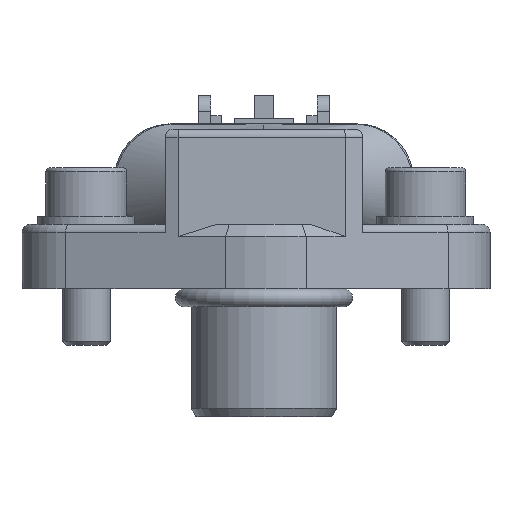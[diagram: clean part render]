
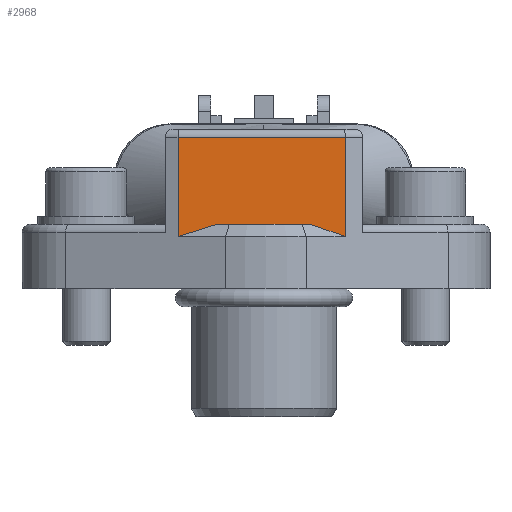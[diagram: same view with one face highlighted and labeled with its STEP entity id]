
A CAD part, left-side view. The second image highlights one B-rep face of the part: STEP entity #2968.
In plain terms, the highlighted planar face has unit normal (-1, 0, 0).
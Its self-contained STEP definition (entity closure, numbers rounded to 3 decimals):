
#2968=ADVANCED_FACE('',(#3613),#3300,.T.);
#3300=PLANE('',#9551);
#3613=FACE_OUTER_BOUND('',#3996,.T.);
#3996=EDGE_LOOP('',(#5556,#5557,#5558,#5559,#5560,#5561));
#5556=ORIENTED_EDGE('',*,*,#7500,.T.);
#5557=ORIENTED_EDGE('',*,*,#7501,.T.);
#5558=ORIENTED_EDGE('',*,*,#7502,.T.);
#5559=ORIENTED_EDGE('',*,*,#7493,.T.);
#5560=ORIENTED_EDGE('',*,*,#7482,.T.);
#5561=ORIENTED_EDGE('',*,*,#7498,.T.);
#6651=VERTEX_POINT('',#14898);
#6652=VERTEX_POINT('',#14899);
#6662=VERTEX_POINT('',#14926);
#6665=VERTEX_POINT('',#14936);
#6666=VERTEX_POINT('',#14940);
#6667=VERTEX_POINT('',#14942);
#7482=EDGE_CURVE('',#6651,#6652,#8301,.T.);
#7493=EDGE_CURVE('',#6662,#6651,#8304,.T.);
#7498=EDGE_CURVE('',#6652,#6665,#8308,.T.);
#7500=EDGE_CURVE('',#6665,#6666,#8310,.T.);
#7501=EDGE_CURVE('',#6666,#6667,#8311,.T.);
#7502=EDGE_CURVE('',#6667,#6662,#8312,.T.);
#8301=LINE('',#14897,#8995);
#8304=LINE('',#14925,#8998);
#8308=LINE('',#14935,#9002);
#8310=LINE('',#14939,#9004);
#8311=LINE('',#14941,#9005);
#8312=LINE('',#14943,#9006);
#8995=VECTOR('',#10838,1.);
#8998=VECTOR('',#10869,1.);
#9002=VECTOR('',#10879,1.);
#9004=VECTOR('',#10883,1.);
#9005=VECTOR('',#10884,1.);
#9006=VECTOR('',#10885,1.);
#9551=AXIS2_PLACEMENT_3D('',#14944,#10886,#10887);
#10838=DIRECTION('',(0.,-1.,0.));
#10869=DIRECTION('',(0.,-0.953,0.303));
#10879=DIRECTION('',(0.,-0.944,-0.33));
#10883=DIRECTION('',(0.,0.,1.));
#10884=DIRECTION('',(0.,1.,0.));
#10885=DIRECTION('',(0.,0.,-1.));
#10886=DIRECTION('',(-1.,0.,0.));
#10887=DIRECTION('',(0.,0.,-1.));
#14897=CARTESIAN_POINT('',(-12.25,-20.,24.6));
#14898=CARTESIAN_POINT('',(-12.25,5.929,24.6));
#14899=CARTESIAN_POINT('',(-12.25,-5.785,24.6));
#14925=CARTESIAN_POINT('',(-12.25,-11.877,30.266));
#14926=CARTESIAN_POINT('',(-12.25,10.644,23.1));
#14935=CARTESIAN_POINT('',(-12.25,-20.475,19.458));
#14936=CARTESIAN_POINT('',(-12.25,-10.071,23.1));
#14939=CARTESIAN_POINT('',(-12.25,-10.071,0.));
#14940=CARTESIAN_POINT('',(-12.25,-10.071,35.4));
#14941=CARTESIAN_POINT('',(-12.25,0.,35.4));
#14942=CARTESIAN_POINT('',(-12.25,10.644,35.4));
#14943=CARTESIAN_POINT('',(-12.25,10.644,0.));
#14944=CARTESIAN_POINT('',(-12.25,0.,0.));
